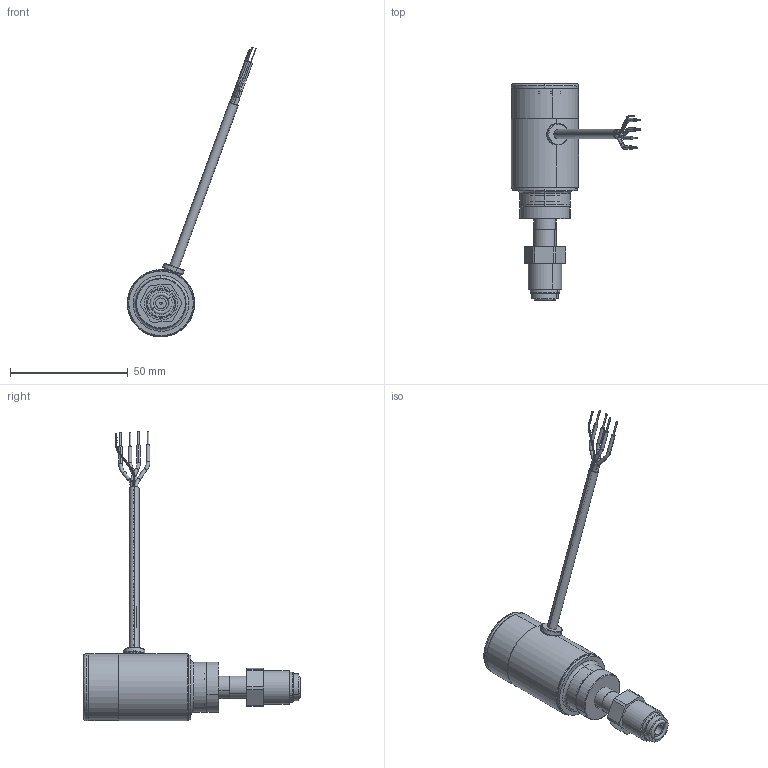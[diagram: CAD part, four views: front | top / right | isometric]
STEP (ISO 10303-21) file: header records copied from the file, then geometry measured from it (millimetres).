
FILE_DESCRIPTION (( 'STEP AP203' ), '1' );
FILE_NAME ('GID-P-SM.STEP', '2021-03-08T20:00:52', ( '' ), ( '' ), 'SwSTEP 2.0', 'SolidWorks 2020', '' );
FILE_SCHEMA (( 'CONFIG_CONTROL_DESIGN' ));
Length unit declared in the file: inch
Products named in the file (1): GID-P-SM
Bounding box: 54.96 x 92.21 x 123.28 mm (x, y, z)
Volume: 17079.5 mm3; surface area: 24805 mm2
Topology: 17 solids, 17 shells, 850 faces, 2117 edges, 1401 vertices
Faces by surface type: plane 481, bspline 181, cylinder 152, cone 18, torus 18
Entity records: 71265 total; most frequent: CARTESIAN_POINT 51781, ORIENTED_EDGE 4234, DIRECTION 3458, EDGE_CURVE 2117, VERTEX_POINT 1401, VECTOR 1312, LINE 1312, AXIS2_PLACEMENT_3D 1073
